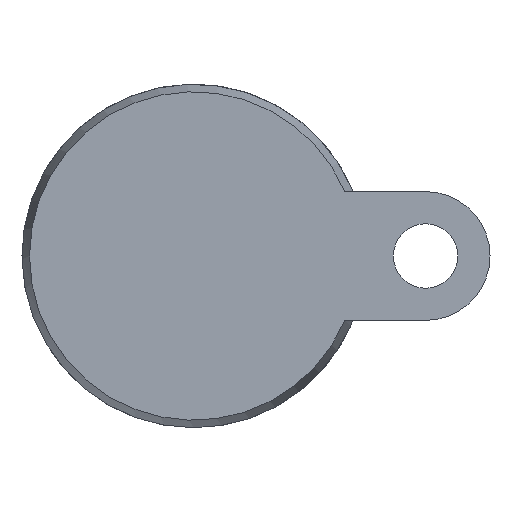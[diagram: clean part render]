
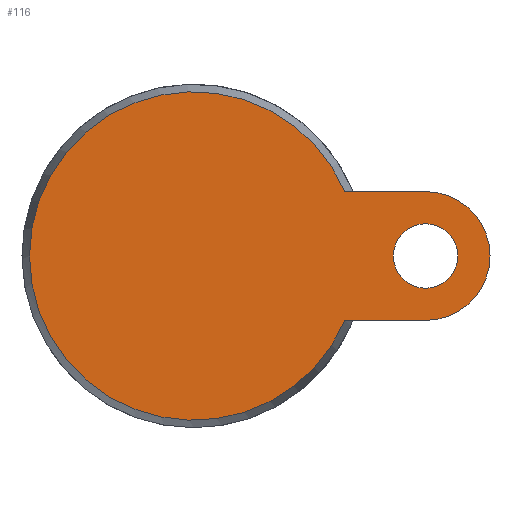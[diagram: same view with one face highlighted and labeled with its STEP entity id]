
A CAD part, front view. The second image highlights one B-rep face of the part: STEP entity #116.
In plain terms, the highlighted planar face has unit normal (0, -1, 0).
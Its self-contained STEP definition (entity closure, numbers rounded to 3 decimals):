
#116 = ADVANCED_FACE( '', ( #261, #262 ), #263, .F. );
#261 = FACE_BOUND( '', #468, .T. );
#262 = FACE_OUTER_BOUND( '', #469, .T. );
#263 = PLANE( '', #470 );
#468 = EDGE_LOOP( '', ( #727 ) );
#469 = EDGE_LOOP( '', ( #728, #729, #730, #731 ) );
#470 = AXIS2_PLACEMENT_3D( '', #732, #733, #734 );
#727 = ORIENTED_EDGE( '', *, *, #1023, .T. );
#728 = ORIENTED_EDGE( '', *, *, #1043, .F. );
#729 = ORIENTED_EDGE( '', *, *, #996, .T. );
#730 = ORIENTED_EDGE( '', *, *, #989, .F. );
#731 = ORIENTED_EDGE( '', *, *, #1044, .F. );
#732 = CARTESIAN_POINT( '', ( 38.25, 0., 0. ) );
#733 = DIRECTION( '', ( 0., 1., 0. ) );
#734 = DIRECTION( '', ( 0., 0., 1. ) );
#989 = EDGE_CURVE( '', #1160, #1161, #1162, .T. );
#996 = EDGE_CURVE( '', #1170, #1161, #1173, .T. );
#1023 = EDGE_CURVE( '', #1215, #1215, #1216, .T. );
#1043 = EDGE_CURVE( '', #1170, #1245, #1246, .T. );
#1044 = EDGE_CURVE( '', #1245, #1160, #1247, .T. );
#1160 = VERTEX_POINT( '', #1436 );
#1161 = VERTEX_POINT( '', #1437 );
#1162 = LINE( '', #1438, #1439 );
#1170 = VERTEX_POINT( '', #1452 );
#1173 = CIRCLE( '', #1458, 38.25 );
#1215 = VERTEX_POINT( '', #1533 );
#1216 = CIRCLE( '', #1534, 7.5 );
#1245 = VERTEX_POINT( '', #1593 );
#1246 = LINE( '', #1594, #1595 );
#1247 = CIRCLE( '', #1596, 15. );
#1436 = CARTESIAN_POINT( '', ( 54., 0., -15. ) );
#1437 = CARTESIAN_POINT( '', ( 35.186, 0., -15. ) );
#1438 = CARTESIAN_POINT( '', ( 54., 0., -15. ) );
#1439 = VECTOR( '', #1738, 1000. );
#1452 = CARTESIAN_POINT( '', ( 35.186, 0., 15. ) );
#1458 = AXIS2_PLACEMENT_3D( '', #1744, #1745, #1746 );
#1533 = CARTESIAN_POINT( '', ( 61.5, 0., 0. ) );
#1534 = AXIS2_PLACEMENT_3D( '', #1773, #1774, #1775 );
#1593 = CARTESIAN_POINT( '', ( 54., 0., 15. ) );
#1594 = CARTESIAN_POINT( '', ( 0., 0., 15. ) );
#1595 = VECTOR( '', #1791, 1000. );
#1596 = AXIS2_PLACEMENT_3D( '', #1792, #1793, #1794 );
#1738 = DIRECTION( '', ( -1., 0., 0. ) );
#1744 = CARTESIAN_POINT( '', ( 0., 0., 0. ) );
#1745 = DIRECTION( '', ( 0., -1., 0. ) );
#1746 = DIRECTION( '', ( 0., 0., -1. ) );
#1773 = CARTESIAN_POINT( '', ( 54., 0., 0. ) );
#1774 = DIRECTION( '', ( 0., 1., 0. ) );
#1775 = DIRECTION( '', ( 1., 0., 0. ) );
#1791 = DIRECTION( '', ( 1., 0., 0. ) );
#1792 = CARTESIAN_POINT( '', ( 54., 0., 0. ) );
#1793 = DIRECTION( '', ( 0., 1., 0. ) );
#1794 = DIRECTION( '', ( 1., 0., 0. ) );
